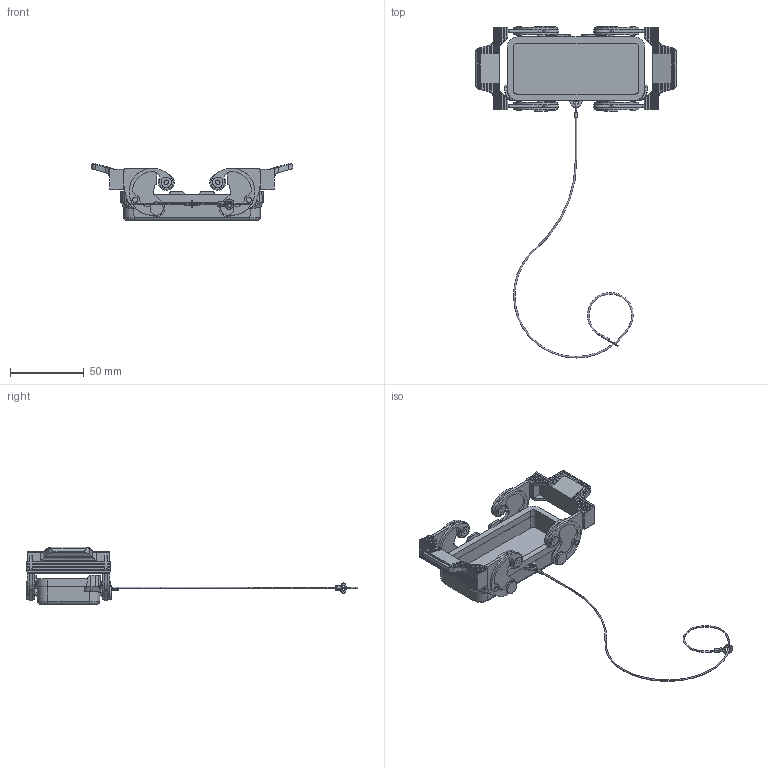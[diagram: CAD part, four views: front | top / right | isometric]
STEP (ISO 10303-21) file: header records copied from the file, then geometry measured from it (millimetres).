
FILE_DESCRIPTION(('Creo Elements/Direct Modeling STEP Export'),'2;1');
FILE_NAME('0ln7uvk5apnmkip3888','2021-05-19T15:26:36',(''),(''),'Creo Elements/Direct Modeling STEP processor for AP214 (Solid Model)','Creo Elements/Direct Modeling 20.1B 02-Apr-2019 (C) Parametric Technology GmbH','');
FILE_SCHEMA(('AUTOMOTIVE_DESIGN { 1 0 10303 214 1 1 1 1 }'));
Length unit declared in the file: millimetre
Products named in the file (2): CHCE_16_G
Assembly tree (1 placements, depth 2):
  CHCE_16_G
    CHCE_16_G
Bounding box: 137.25 x 225.77 x 39.07 mm (x, y, z)
Volume: 46327.9 mm3; surface area: 36814.5 mm2
Topology: 1 solids, 7 shells, 981 faces, 2630 edges, 1704 vertices
Faces by surface type: plane 604, cylinder 331, torus 28, bspline 10, cone 8
Entity records: 36131 total; most frequent: CARTESIAN_POINT 5980, ORIENTED_EDGE 5258, DIRECTION 4258, EDGE_CURVE 2628, VERTEX_POINT 1703, VECTOR 1460, LINE 1460, AXIS2_PLACEMENT_3D 1399
